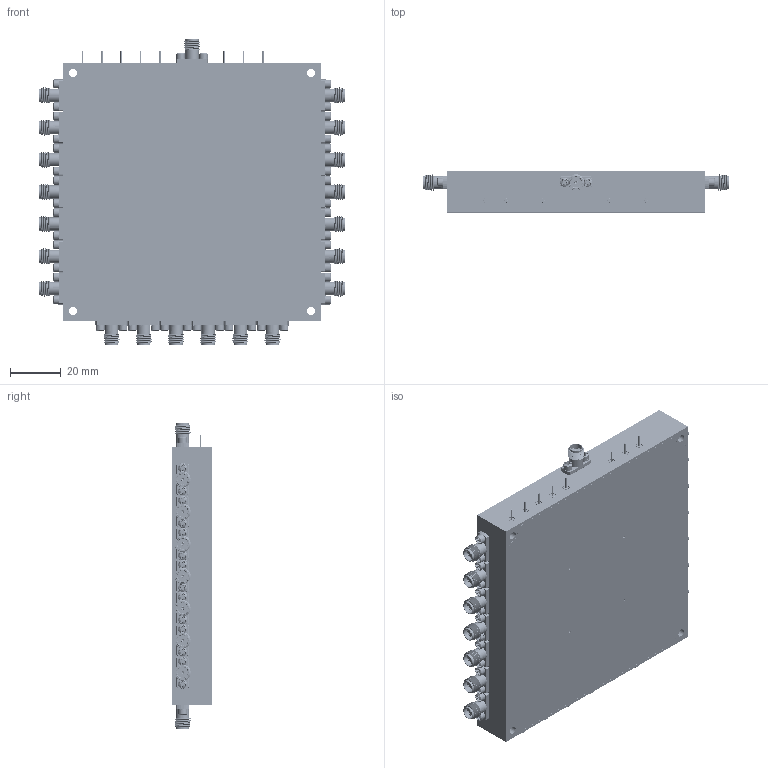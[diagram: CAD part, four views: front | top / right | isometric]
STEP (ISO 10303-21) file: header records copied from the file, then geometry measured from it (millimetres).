
FILE_DESCRIPTION (( 'STEP AP214' ), '1' );
FILE_NAME ('P20T-4G8G-80-T-515-SFF-HERM.STEP', '2024-08-30T14:31:59', ( '' ), ( '' ), 'SwSTEP 2.0', 'SolidWorks 2024', '' );
FILE_SCHEMA (( 'AUTOMOTIVE_DESIGN' ));
Length unit declared in the file: inch
Products named in the file (1): P20T-4G8G-80-T-515-SFF-HERM
Bounding box: 120.65 x 16 x 120.65 mm (x, y, z)
Volume: 109240.8 mm3; surface area: 132951.3 mm2
Topology: 160 solids, 160 shells, 9701 faces, 23408 edges, 14138 vertices
Faces by surface type: cylinder 4415, plane 2428, cone 1586, torus 978, sphere 252, bspline 42
Entity records: 295124 total; most frequent: CARTESIAN_POINT 61938, DIRECTION 53424, ORIENTED_EDGE 45020, EDGE_CURVE 22510, AXIS2_PLACEMENT_3D 22242, VERTEX_POINT 14138, CIRCLE 12582, EDGE_LOOP 11544
